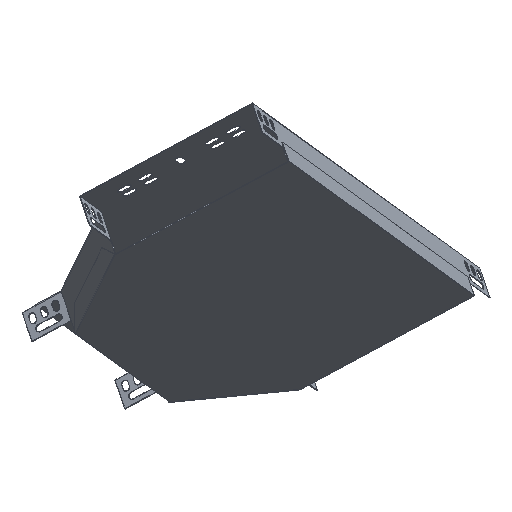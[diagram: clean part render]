
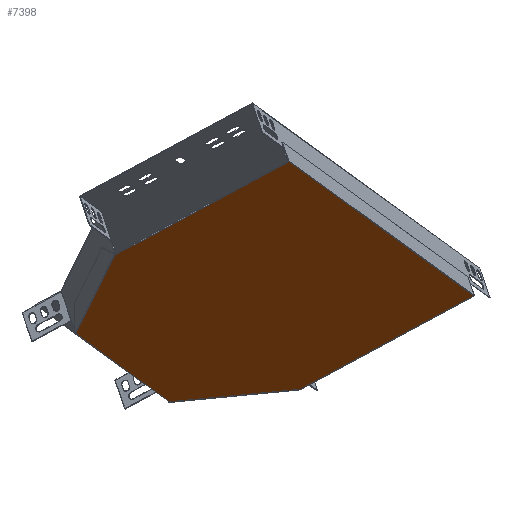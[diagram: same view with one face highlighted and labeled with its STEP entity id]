
A CAD part, front view. The second image highlights one B-rep face of the part: STEP entity #7398.
In plain terms, the highlighted planar face has unit normal (0.283, -0.485, -0.827).
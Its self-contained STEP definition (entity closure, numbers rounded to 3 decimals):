
#95 = CARTESIAN_POINT ( 'NONE',  ( -127.371, 75.778, -81.576 ) ) ;
#154 = CARTESIAN_POINT ( 'NONE',  ( -165.218, 187.772, -160.235 ) ) ;
#299 = DIRECTION ( 'NONE',  ( 0.455, 0.827, -0.33 ) ) ;
#325 = CARTESIAN_POINT ( 'NONE',  ( -126.085, 76.317, -81.452 ) ) ;
#733 = FACE_OUTER_BOUND ( 'NONE', #5640, .T. ) ;
#813 = ORIENTED_EDGE ( 'NONE', *, *, #3165, .T. ) ;
#818 = DIRECTION ( 'NONE',  ( -0.455, -0.827, 0.33 ) ) ;
#902 = VERTEX_POINT ( 'NONE', #6142 ) ;
#938 = CARTESIAN_POINT ( 'NONE',  ( -126.636, 76.086, -81.505 ) ) ;
#972 = CARTESIAN_POINT ( 'NONE',  ( 94.987, 297.339, -135.559 ) ) ;
#1004 = DIRECTION ( 'NONE',  ( 0.455, 0.827, -0.33 ) ) ;
#1035 = CARTESIAN_POINT ( 'NONE',  ( -35.159, 243.528, -148.483 ) ) ;
#1354 = DIRECTION ( 'NONE',  ( -0.845, 0.283, -0.455 ) ) ;
#1652 = ORIENTED_EDGE ( 'NONE', *, *, #3155, .F. ) ;
#1673 = DIRECTION ( 'NONE',  ( 0.919, 0.385, 0.088 ) ) ;
#1706 = DIRECTION ( 'NONE',  ( 0.276, -0.785, 0.555 ) ) ;
#1739 = VERTEX_POINT ( 'NONE', #7252 ) ;
#2110 = CARTESIAN_POINT ( 'NONE',  ( 95.153, 296.868, -135.226 ) ) ;
#2429 = DIRECTION ( 'NONE',  ( 0.919, 0.385, 0.088 ) ) ;
#2903 = VECTOR ( 'NONE', #5128, 1000. ) ;
#2954 = LINE ( 'NONE', #2110, #2903 ) ;
#2966 = VECTOR ( 'NONE', #1354, 1000. ) ;
#2985 = LINE ( 'NONE', #3271, #2966 ) ;
#3092 = LINE ( 'NONE', #325, #3111 ) ;
#3101 = VECTOR ( 'NONE', #3964, 1000. ) ;
#3111 = VECTOR ( 'NONE', #1004, 1000. ) ;
#3120 = VECTOR ( 'NONE', #7637, 1000. ) ;
#3125 = EDGE_CURVE ( 'NONE', #7374, #7581, #3227, .T. ) ;
#3128 = LINE ( 'NONE', #3215, #3101 ) ;
#3132 = EDGE_CURVE ( 'NONE', #7374, #4334, #3250, .T. ) ;
#3136 = EDGE_CURVE ( 'NONE', #4334, #4576, #3197, .T. ) ;
#3138 = EDGE_CURVE ( 'NONE', #4539, #902, #3206, .T. ) ;
#3139 = LINE ( 'NONE', #6920, #3120 ) ;
#3152 = EDGE_CURVE ( 'NONE', #1739, #6921, #3166, .T. ) ;
#3154 = EDGE_CURVE ( 'NONE', #3184, #1739, #3139, .T. ) ;
#3155 = EDGE_CURVE ( 'NONE', #3184, #8232, #3128, .T. ) ;
#3159 = VECTOR ( 'NONE', #299, 1000. ) ;
#3165 = EDGE_CURVE ( 'NONE', #7581, #8232, #3092, .T. ) ;
#3166 = LINE ( 'NONE', #972, #3187 ) ;
#3177 = VECTOR ( 'NONE', #2429, 1000. ) ;
#3184 = VERTEX_POINT ( 'NONE', #1035 ) ;
#3187 = VECTOR ( 'NONE', #1706, 1000. ) ;
#3189 = VECTOR ( 'NONE', #8911, 1000. ) ;
#3197 = LINE ( 'NONE', #6886, #3177 ) ;
#3199 = VECTOR ( 'NONE', #1673, 1000. ) ;
#3200 = EDGE_CURVE ( 'NONE', #4539, #4576, #2985, .T. ) ;
#3206 = LINE ( 'NONE', #8943, #3159 ) ;
#3213 = EDGE_CURVE ( 'NONE', #6921, #902, #2954, .T. ) ;
#3215 = CARTESIAN_POINT ( 'NONE',  ( -34.938, 242.9, -148.039 ) ) ;
#3227 = LINE ( 'NONE', #938, #3199 ) ;
#3250 = LINE ( 'NONE', #6129, #3189 ) ;
#3271 = CARTESIAN_POINT ( 'NONE',  ( 82.47, -91.491, 88.329 ) ) ;
#3964 = DIRECTION ( 'NONE',  ( 0.276, -0.785, 0.555 ) ) ;
#4334 = VERTEX_POINT ( 'NONE', #9176 ) ;
#4539 = VERTEX_POINT ( 'NONE', #5548 ) ;
#4576 = VERTEX_POINT ( 'NONE', #9095 ) ;
#5128 = DIRECTION ( 'NONE',  ( 0.845, -0.283, 0.455 ) ) ;
#5288 = DIRECTION ( 'NONE',  ( -0.283, 0.485, 0.827 ) ) ;
#5548 = CARTESIAN_POINT ( 'NONE',  ( 83.146, -91.718, 88.693 ) ) ;
#5640 = EDGE_LOOP ( 'NONE', ( #813, #1652, #7827, #8963, #8601, #9005, #5650, #8272, #6669, #6975 ) ) ;
#5650 = ORIENTED_EDGE ( 'NONE', *, *, #3200, .T. ) ;
#6129 = CARTESIAN_POINT ( 'NONE',  ( -127.683, 76.666, -82.203 ) ) ;
#6142 = CARTESIAN_POINT ( 'NONE',  ( 265.406, 239.844, -43.55 ) ) ;
#6669 = ORIENTED_EDGE ( 'NONE', *, *, #3132, .F. ) ;
#6886 = CARTESIAN_POINT ( 'NONE',  ( -87.659, -34.925, -3.036 ) ) ;
#6920 = CARTESIAN_POINT ( 'NONE',  ( -36.198, 243.092, -148.582 ) ) ;
#6921 = VERTEX_POINT ( 'NONE', #7692 ) ;
#6975 = ORIENTED_EDGE ( 'NONE', *, *, #3125, .T. ) ;
#7218 = CARTESIAN_POINT ( 'NONE',  ( -34.773, 242.429, -147.706 ) ) ;
#7252 = CARTESIAN_POINT ( 'NONE',  ( 94.767, 297.967, -136.003 ) ) ;
#7374 = VERTEX_POINT ( 'NONE', #95 ) ;
#7398 = ADVANCED_FACE ( 'NONE', ( #733 ), #8802, .F. ) ;
#7581 = VERTEX_POINT ( 'NONE', #9084 ) ;
#7637 = DIRECTION ( 'NONE',  ( 0.919, 0.385, 0.088 ) ) ;
#7692 = CARTESIAN_POINT ( 'NONE',  ( 95.153, 296.868, -135.226 ) ) ;
#7827 = ORIENTED_EDGE ( 'NONE', *, *, #3154, .T. ) ;
#8059 = AXIS2_PLACEMENT_3D ( 'NONE', #154, #5288, #818 ) ;
#8232 = VERTEX_POINT ( 'NONE', #7218 ) ;
#8272 = ORIENTED_EDGE ( 'NONE', *, *, #3136, .F. ) ;
#8601 = ORIENTED_EDGE ( 'NONE', *, *, #3213, .T. ) ;
#8802 = PLANE ( 'NONE',  #8059 ) ;
#8911 = DIRECTION ( 'NONE',  ( 0.276, -0.785, 0.555 ) ) ;
#8943 = CARTESIAN_POINT ( 'NONE',  ( 82.631, -92.654, 89.066 ) ) ;
#8963 = ORIENTED_EDGE ( 'NONE', *, *, #3152, .T. ) ;
#9005 = ORIENTED_EDGE ( 'NONE', *, *, #3138, .F. ) ;
#9084 = CARTESIAN_POINT ( 'NONE',  ( -126.085, 76.317, -81.452 ) ) ;
#9095 = CARTESIAN_POINT ( 'NONE',  ( -87.108, -34.694, -2.983 ) ) ;
#9176 = CARTESIAN_POINT ( 'NONE',  ( -88.394, -35.233, -3.107 ) ) ;
